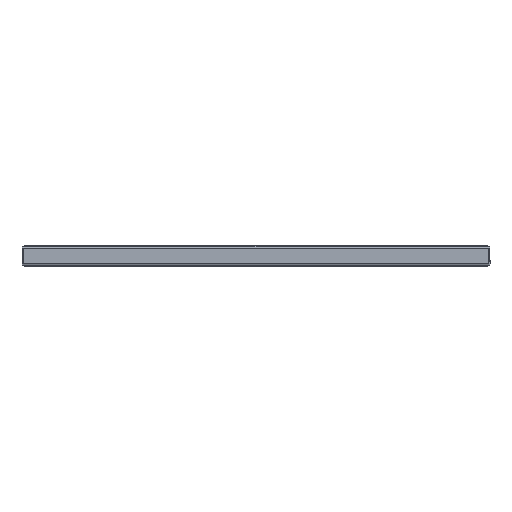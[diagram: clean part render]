
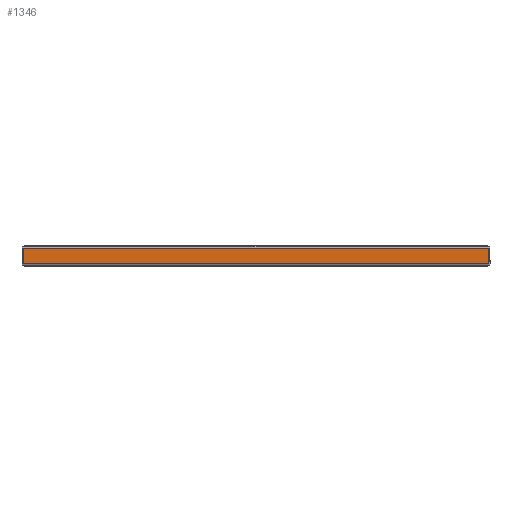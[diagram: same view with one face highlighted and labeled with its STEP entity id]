
A CAD part, left-side view. The second image highlights one B-rep face of the part: STEP entity #1346.
In plain terms, the highlighted planar face has unit normal (-1, 0, 0).
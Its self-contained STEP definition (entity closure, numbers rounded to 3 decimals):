
#216 = EDGE_CURVE ( 'NONE', #1479, #1397, #3148, .T. ) ;
#230 = CARTESIAN_POINT ( 'NONE',  ( 0., 397.859, 1. ) ) ;
#297 = ORIENTED_EDGE ( 'NONE', *, *, #216, .F. ) ;
#387 = VERTEX_POINT ( 'NONE', #2162 ) ;
#412 = CARTESIAN_POINT ( 'NONE',  ( 0., 1.707, 14.5 ) ) ;
#749 = CARTESIAN_POINT ( 'NONE',  ( 0., 399., 1. ) ) ;
#803 = VECTOR ( 'NONE', #3555, 1000. ) ;
#1002 = LINE ( 'NONE', #2302, #803 ) ;
#1248 = AXIS2_PLACEMENT_3D ( 'NONE', #1444, #3040, #3321 ) ;
#1346 = ADVANCED_FACE ( 'NONE', ( #2035 ), #3983, .F. ) ;
#1397 = VERTEX_POINT ( 'NONE', #1881 ) ;
#1417 = VECTOR ( 'NONE', #1543, 1000. ) ;
#1444 = CARTESIAN_POINT ( 'NONE',  ( 0., 0., 0. ) ) ;
#1479 = VERTEX_POINT ( 'NONE', #230 ) ;
#1543 = DIRECTION ( 'NONE',  ( 0., 0., 1. ) ) ;
#1862 = CARTESIAN_POINT ( 'NONE',  ( 0., 397.859, 1. ) ) ;
#1881 = CARTESIAN_POINT ( 'NONE',  ( 0., 397.859, 14.5 ) ) ;
#1885 = ORIENTED_EDGE ( 'NONE', *, *, #3324, .F. ) ;
#1917 = EDGE_CURVE ( 'NONE', #387, #1397, #2278, .T. ) ;
#2035 = FACE_OUTER_BOUND ( 'NONE', #2524, .T. ) ;
#2042 = ORIENTED_EDGE ( 'NONE', *, *, #1917, .T. ) ;
#2162 = CARTESIAN_POINT ( 'NONE',  ( 0., 1.141, 14.5 ) ) ;
#2278 = LINE ( 'NONE', #412, #2550 ) ;
#2302 = CARTESIAN_POINT ( 'NONE',  ( 0., 1.141, 1. ) ) ;
#2343 = LINE ( 'NONE', #749, #3382 ) ;
#2524 = EDGE_LOOP ( 'NONE', ( #2042, #297, #1885, #3730 ) ) ;
#2550 = VECTOR ( 'NONE', #3552, 1000. ) ;
#2593 = DIRECTION ( 'NONE',  ( 0., 1., 0. ) ) ;
#3040 = DIRECTION ( 'NONE',  ( 1., 0., 0. ) ) ;
#3148 = LINE ( 'NONE', #1862, #1417 ) ;
#3190 = VERTEX_POINT ( 'NONE', #3379 ) ;
#3321 = DIRECTION ( 'NONE',  ( 0., 0., -1. ) ) ;
#3324 = EDGE_CURVE ( 'NONE', #3190, #1479, #2343, .T. ) ;
#3379 = CARTESIAN_POINT ( 'NONE',  ( 0., 1.141, 1. ) ) ;
#3382 = VECTOR ( 'NONE', #2593, 1000. ) ;
#3552 = DIRECTION ( 'NONE',  ( 0., 1., 0. ) ) ;
#3555 = DIRECTION ( 'NONE',  ( 0., 0., 1. ) ) ;
#3730 = ORIENTED_EDGE ( 'NONE', *, *, #4105, .T. ) ;
#3983 = PLANE ( 'NONE',  #1248 ) ;
#4105 = EDGE_CURVE ( 'NONE', #3190, #387, #1002, .T. ) ;
